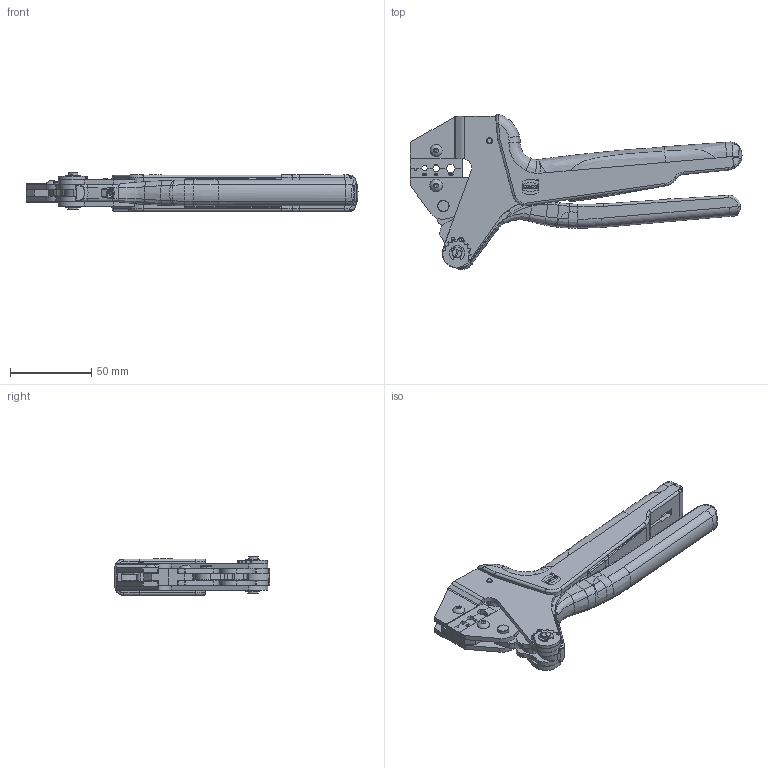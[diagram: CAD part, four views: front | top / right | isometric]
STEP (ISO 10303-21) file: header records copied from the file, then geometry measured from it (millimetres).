
FILE_DESCRIPTION(/* description */ (''),/* implementation_level */ '2;1');
FILE_NAME(/* name */ '100642750ugm000_b.stp',/* time_stamp */ '2016-04-21T10:44:33+02:00',/* author */ (''),/* organization */ (''),/* preprocessor_version */ 'ST-DEVELOPER v16',/* originating_system */ 'SIEMENS PLM Software NX 10.0',/* authorisation */ '');
FILE_SCHEMA (('AUTOMOTIVE_DESIGN { 1 0 10303 214 3 1 1 1 }'));
Length unit declared in the file: millimetre
Products named in the file (1): 100642750ugm000_b
Bounding box: 203.88 x 95.28 x 23.76 mm (x, y, z)
Volume: 127731.1 mm3; surface area: 69558.5 mm2
Topology: 3 solids, 15 shells, 1170 faces, 3367 edges, 2327 vertices
Faces by surface type: plane 423, cylinder 412, bspline 128, cone 92, torus 55, extrusion 54, sphere 5, revolution 1
Full cylindrical faces by diameter (mm): 3.9 x2
Entity records: 60059 total; most frequent: CARTESIAN_POINT 29549, ORIENTED_EDGE 6534, DIRECTION 5005, EDGE_CURVE 3267, VERTEX_POINT 2163, AXIS2_PLACEMENT_3D 1874, EDGE_LOOP 1332, B_SPLINE_CURVE_WITH_KNOTS 1277
